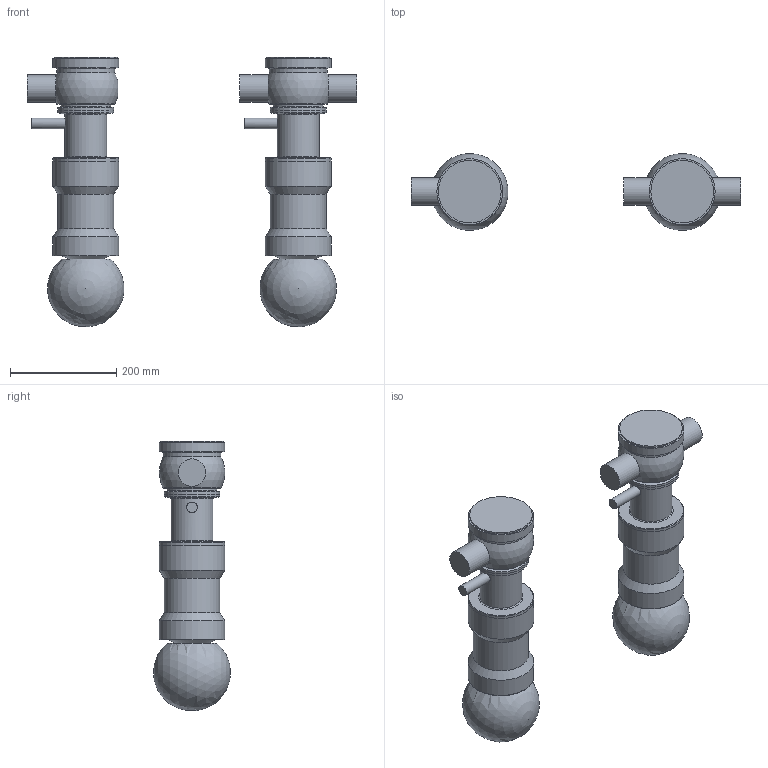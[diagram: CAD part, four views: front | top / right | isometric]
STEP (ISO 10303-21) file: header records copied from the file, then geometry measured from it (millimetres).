
FILE_DESCRIPTION((''),'2;1');
FILE_NAME('B935-DN050-SAL-flan.stp','2012-03-05T15:27:20',('olla-l'),(''),'Autodesk Inventor 2012','Autodesk Inventor 2012','');
FILE_SCHEMA(('AUTOMOTIVE_DESIGN { 1 0 10303 214 1 1 1 1 }'));
Length unit declared in the file: millimetre
Products named in the file (6): B935-DN050-SAL-flan; ASSEMBL-B935-DN050; CIL93-B925; SAGOMA-GIOTTO; B935-COR-FONDO-DN50-T-FLAN-SALD; B935-COR-FONDO-DN50-L-FLAN-SALD
Assembly tree (8 placements, depth 2):
  B935-DN050-SAL-flan
    ASSEMBL-B935-DN050  x2
    CIL93-B925  x2
    SAGOMA-GIOTTO  x2
    B935-COR-FONDO-DN50-T-FLAN-SALD
    B935-COR-FONDO-DN50-L-FLAN-SALD
Bounding box: 620 x 145 x 507.39 mm (x, y, z)
Volume: 10467217.3 mm3; surface area: 585741.2 mm2
Topology: 8 solids, 8 shells, 86 faces, 137 edges, 82 vertices
Faces by surface type: plane 31, cylinder 27, torus 14, cone 10, sphere 4
Full cylindrical faces by diameter (mm): 20 x2, 52 x3, 79 x2, 94 x2, 105 x6, 109 x2, 118 x2, 124 x8
Entity records: 1407 total; most frequent: DIRECTION 260, CARTESIAN_POINT 220, AXIS2_PLACEMENT_3D 130, ORIENTED_EDGE 112, EDGE_LOOP 112, FACE_OUTER_BOUND 61, ADVANCED_FACE 61, VERTEX_POINT 56
